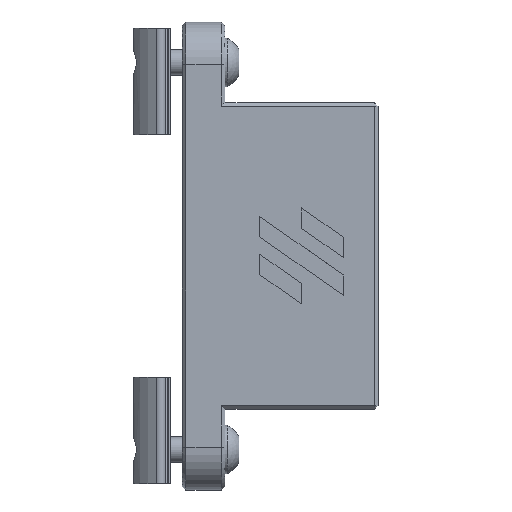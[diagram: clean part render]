
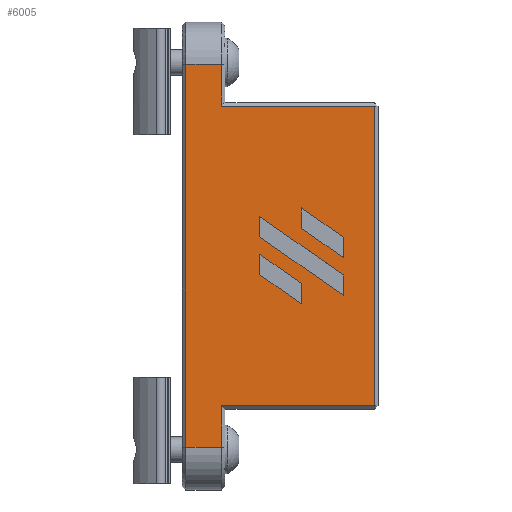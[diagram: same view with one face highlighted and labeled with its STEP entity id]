
A CAD part, top view. The second image highlights one B-rep face of the part: STEP entity #6005.
In plain terms, the highlighted planar face has unit normal (0, 0, 1).
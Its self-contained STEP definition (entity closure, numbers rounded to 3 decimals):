
#138=FACE_BOUND('',#1200,.T.);
#139=FACE_BOUND('',#1201,.T.);
#140=FACE_BOUND('',#1202,.T.);
#492=PLANE('',#6496);
#834=FACE_OUTER_BOUND('',#1199,.T.);
#1199=EDGE_LOOP('',(#5459,#5460,#5461,#5462,#5463,#5464,#5465,#5466));
#1200=EDGE_LOOP('',(#5467,#5468,#5469,#5470));
#1201=EDGE_LOOP('',(#5471,#5472,#5473,#5474));
#1202=EDGE_LOOP('',(#5475,#5476,#5477,#5478));
#1733=LINE('',#11477,#2353);
#1743=LINE('',#11505,#2363);
#1760=LINE('',#11546,#2380);
#1772=LINE('',#11567,#2392);
#1782=LINE('',#11588,#2402);
#1792=LINE('',#11614,#2412);
#1796=LINE('',#11621,#2416);
#1806=LINE('',#11648,#2426);
#1807=LINE('',#11651,#2427);
#1808=LINE('',#11653,#2428);
#1809=LINE('',#11655,#2429);
#1810=LINE('',#11656,#2430);
#1811=LINE('',#11659,#2431);
#1812=LINE('',#11661,#2432);
#1813=LINE('',#11663,#2433);
#1814=LINE('',#11664,#2434);
#1815=LINE('',#11667,#2435);
#1816=LINE('',#11669,#2436);
#1817=LINE('',#11671,#2437);
#1818=LINE('',#11672,#2438);
#2353=VECTOR('',#7772,10.);
#2363=VECTOR('',#7802,10.);
#2380=VECTOR('',#7839,10.);
#2392=VECTOR('',#7859,10.);
#2402=VECTOR('',#7877,10.);
#2412=VECTOR('',#7905,10.);
#2416=VECTOR('',#7913,10.);
#2426=VECTOR('',#7949,10.);
#2427=VECTOR('',#7950,10.);
#2428=VECTOR('',#7951,10.);
#2429=VECTOR('',#7952,10.);
#2430=VECTOR('',#7953,10.);
#2431=VECTOR('',#7954,10.);
#2432=VECTOR('',#7955,10.);
#2433=VECTOR('',#7956,10.);
#2434=VECTOR('',#7957,10.);
#2435=VECTOR('',#7958,10.);
#2436=VECTOR('',#7959,10.);
#2437=VECTOR('',#7960,10.);
#2438=VECTOR('',#7961,10.);
#2987=VERTEX_POINT('',#11469);
#2989=VERTEX_POINT('',#11475);
#2997=VERTEX_POINT('',#11503);
#3011=VERTEX_POINT('',#11545);
#3015=VERTEX_POINT('',#11560);
#3019=VERTEX_POINT('',#11578);
#3022=VERTEX_POINT('',#11585);
#3023=VERTEX_POINT('',#11587);
#3036=VERTEX_POINT('',#11649);
#3037=VERTEX_POINT('',#11650);
#3038=VERTEX_POINT('',#11652);
#3039=VERTEX_POINT('',#11654);
#3040=VERTEX_POINT('',#11657);
#3041=VERTEX_POINT('',#11658);
#3042=VERTEX_POINT('',#11660);
#3043=VERTEX_POINT('',#11662);
#3044=VERTEX_POINT('',#11665);
#3045=VERTEX_POINT('',#11666);
#3046=VERTEX_POINT('',#11668);
#3047=VERTEX_POINT('',#11670);
#3776=EDGE_CURVE('',#2989,#2987,#1733,.T.);
#3791=EDGE_CURVE('',#2997,#2989,#1743,.T.);
#3811=EDGE_CURVE('',#3011,#2997,#1760,.T.);
#3823=EDGE_CURVE('',#3015,#3011,#1772,.T.);
#3833=EDGE_CURVE('',#3022,#3023,#1782,.T.);
#3847=EDGE_CURVE('',#3023,#3019,#1792,.T.);
#3851=EDGE_CURVE('',#3019,#3015,#1796,.T.);
#3864=EDGE_CURVE('',#2987,#3022,#1806,.T.);
#3865=EDGE_CURVE('',#3036,#3037,#1807,.T.);
#3866=EDGE_CURVE('',#3037,#3038,#1808,.T.);
#3867=EDGE_CURVE('',#3038,#3039,#1809,.T.);
#3868=EDGE_CURVE('',#3039,#3036,#1810,.T.);
#3869=EDGE_CURVE('',#3040,#3041,#1811,.T.);
#3870=EDGE_CURVE('',#3041,#3042,#1812,.T.);
#3871=EDGE_CURVE('',#3042,#3043,#1813,.T.);
#3872=EDGE_CURVE('',#3043,#3040,#1814,.T.);
#3873=EDGE_CURVE('',#3044,#3045,#1815,.T.);
#3874=EDGE_CURVE('',#3045,#3046,#1816,.T.);
#3875=EDGE_CURVE('',#3046,#3047,#1817,.T.);
#3876=EDGE_CURVE('',#3047,#3044,#1818,.T.);
#5459=ORIENTED_EDGE('',*,*,#3776,.F.);
#5460=ORIENTED_EDGE('',*,*,#3791,.F.);
#5461=ORIENTED_EDGE('',*,*,#3811,.F.);
#5462=ORIENTED_EDGE('',*,*,#3823,.F.);
#5463=ORIENTED_EDGE('',*,*,#3851,.F.);
#5464=ORIENTED_EDGE('',*,*,#3847,.F.);
#5465=ORIENTED_EDGE('',*,*,#3833,.F.);
#5466=ORIENTED_EDGE('',*,*,#3864,.F.);
#5467=ORIENTED_EDGE('',*,*,#3865,.T.);
#5468=ORIENTED_EDGE('',*,*,#3866,.T.);
#5469=ORIENTED_EDGE('',*,*,#3867,.T.);
#5470=ORIENTED_EDGE('',*,*,#3868,.T.);
#5471=ORIENTED_EDGE('',*,*,#3869,.T.);
#5472=ORIENTED_EDGE('',*,*,#3870,.T.);
#5473=ORIENTED_EDGE('',*,*,#3871,.T.);
#5474=ORIENTED_EDGE('',*,*,#3872,.T.);
#5475=ORIENTED_EDGE('',*,*,#3873,.T.);
#5476=ORIENTED_EDGE('',*,*,#3874,.T.);
#5477=ORIENTED_EDGE('',*,*,#3875,.T.);
#5478=ORIENTED_EDGE('',*,*,#3876,.T.);
#6005=ADVANCED_FACE('',(#834,#138,#139,#140),#492,.T.);
#6496=AXIS2_PLACEMENT_3D('',#11647,#7947,#7948);
#7772=DIRECTION('',(0.,1.,0.));
#7802=DIRECTION('',(-1.,0.,0.));
#7839=DIRECTION('',(0.,-1.,0.));
#7859=DIRECTION('',(-1.,0.,0.));
#7877=DIRECTION('',(0.,-1.,0.));
#7905=DIRECTION('',(1.,0.,0.));
#7913=DIRECTION('',(0.,-1.,0.));
#7947=DIRECTION('center_axis',(0.,0.,1.));
#7948=DIRECTION('ref_axis',(0.,-1.,0.));
#7949=DIRECTION('',(1.,0.,0.));
#7950=DIRECTION('',(0.,1.,0.));
#7951=DIRECTION('',(0.819,-0.574,0.));
#7952=DIRECTION('',(0.,-1.,0.));
#7953=DIRECTION('',(-0.819,0.574,0.));
#7954=DIRECTION('',(-0.819,0.574,0.));
#7955=DIRECTION('',(0.,1.,0.));
#7956=DIRECTION('',(0.819,-0.574,0.));
#7957=DIRECTION('',(0.,-1.,0.));
#7958=DIRECTION('',(0.819,-0.574,0.));
#7959=DIRECTION('',(0.,-1.,0.));
#7960=DIRECTION('',(-0.819,0.574,0.));
#7961=DIRECTION('',(0.,1.,0.));
#11469=CARTESIAN_POINT('',(0.4,40.5,9.8));
#11475=CARTESIAN_POINT('',(0.4,-4.5,9.8));
#11477=CARTESIAN_POINT('',(0.4,31.75,9.8));
#11503=CARTESIAN_POINT('',(4.6,-4.5,9.8));
#11505=CARTESIAN_POINT('',(0.,-4.5,9.8));
#11545=CARTESIAN_POINT('',(4.6,0.4,9.8));
#11546=CARTESIAN_POINT('',(4.6,31.75,9.8));
#11560=CARTESIAN_POINT('',(22.6,0.4,9.8));
#11567=CARTESIAN_POINT('',(0.,0.4,9.8));
#11578=CARTESIAN_POINT('',(22.6,35.6,9.8));
#11585=CARTESIAN_POINT('',(4.6,40.5,9.8));
#11587=CARTESIAN_POINT('',(4.6,35.6,9.8));
#11588=CARTESIAN_POINT('',(4.6,31.75,9.8));
#11614=CARTESIAN_POINT('',(0.,35.6,9.8));
#11621=CARTESIAN_POINT('',(22.6,31.75,9.8));
#11647=CARTESIAN_POINT('Origin',(0.,45.5,9.8));
#11648=CARTESIAN_POINT('',(0.,40.5,9.8));
#11649=CARTESIAN_POINT('',(14.,21.24,9.8));
#11650=CARTESIAN_POINT('',(14.,23.64,9.8));
#11651=CARTESIAN_POINT('',(14.,33.37,9.8));
#11652=CARTESIAN_POINT('',(18.915,20.199,9.8));
#11653=CARTESIAN_POINT('',(4.168,30.525,9.8));
#11654=CARTESIAN_POINT('',(18.915,17.799,9.8));
#11655=CARTESIAN_POINT('',(18.915,32.849,9.8));
#11656=CARTESIAN_POINT('',(6.061,26.799,9.8));
#11657=CARTESIAN_POINT('',(18.915,13.359,9.8));
#11658=CARTESIAN_POINT('',(9.085,20.241,9.8));
#11659=CARTESIAN_POINT('',(5.018,23.089,9.8));
#11660=CARTESIAN_POINT('',(9.085,22.641,9.8));
#11661=CARTESIAN_POINT('',(9.085,32.871,9.8));
#11662=CARTESIAN_POINT('',(18.915,15.759,9.8));
#11663=CARTESIAN_POINT('',(0.667,28.536,9.8));
#11664=CARTESIAN_POINT('',(18.915,30.629,9.8));
#11665=CARTESIAN_POINT('',(9.085,18.201,9.8));
#11666=CARTESIAN_POINT('',(14.,14.76,9.8));
#11667=CARTESIAN_POINT('',(-0.376,24.826,9.8));
#11668=CARTESIAN_POINT('',(14.,12.36,9.8));
#11669=CARTESIAN_POINT('',(14.,30.13,9.8));
#11670=CARTESIAN_POINT('',(9.085,15.801,9.8));
#11671=CARTESIAN_POINT('',(1.518,21.1,9.8));
#11672=CARTESIAN_POINT('',(9.085,30.651,9.8));
